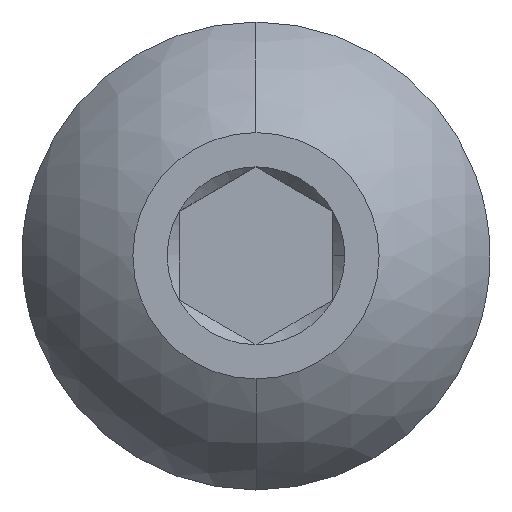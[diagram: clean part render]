
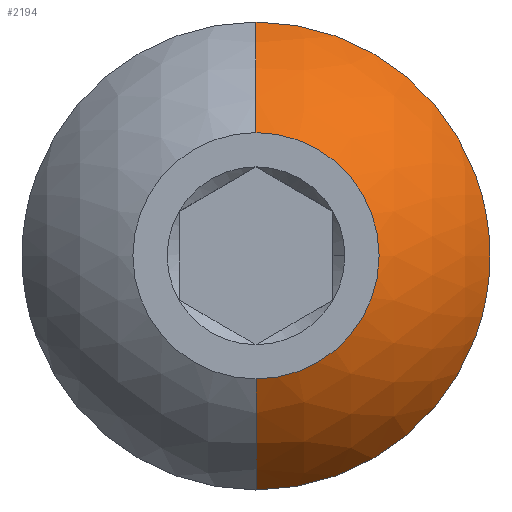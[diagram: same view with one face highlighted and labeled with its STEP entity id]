
A CAD part, top view. The second image highlights one B-rep face of the part: STEP entity #2194.
In plain terms, the highlighted spherical face has radius 4.229 mm.
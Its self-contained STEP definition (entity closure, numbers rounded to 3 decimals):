
#11 = CARTESIAN_POINT ( 'NONE',  ( 3.8, 0., -1.87 ) ) ;
#50 = DIRECTION ( 'NONE',  ( 1., 0., 0. ) ) ;
#53 = VERTEX_POINT ( 'NONE', #1357 ) ;
#107 = VERTEX_POINT ( 'NONE', #979 ) ;
#108 = CARTESIAN_POINT ( 'NONE',  ( 0., 0., -3.726 ) ) ;
#122 = CARTESIAN_POINT ( 'NONE',  ( 0., 0., -3.726 ) ) ;
#152 = DIRECTION ( 'NONE',  ( 1., 0., 0. ) ) ;
#156 = AXIS2_PLACEMENT_3D ( 'NONE', #402, #1199, #1355 ) ;
#249 = DIRECTION ( 'NONE',  ( 0., 0., 1. ) ) ;
#374 = AXIS2_PLACEMENT_3D ( 'NONE', #1757, #249, #458 ) ;
#387 = ORIENTED_EDGE ( 'NONE', *, *, #1146, .T. ) ;
#402 = CARTESIAN_POINT ( 'NONE',  ( 0., 0., -3.726 ) ) ;
#413 = ORIENTED_EDGE ( 'NONE', *, *, #1950, .F. ) ;
#429 = CIRCLE ( 'NONE', #1085, 3.8 ) ;
#458 = DIRECTION ( 'NONE',  ( 1., 0., 0. ) ) ;
#485 = EDGE_CURVE ( 'NONE', #1163, #2310, #1071, .T. ) ;
#489 = DIRECTION ( 'NONE',  ( -1., 0., 0. ) ) ;
#571 = AXIS2_PLACEMENT_3D ( 'NONE', #122, #1438, #1430 ) ;
#585 = CIRCLE ( 'NONE', #596, 2. ) ;
#596 = AXIS2_PLACEMENT_3D ( 'NONE', #1559, #2329, #50 ) ;
#685 = CARTESIAN_POINT ( 'NONE',  ( 0., -2., 0. ) ) ;
#758 = SPHERICAL_SURFACE ( 'NONE', #571, 4.229 ) ;
#828 = CIRCLE ( 'NONE', #156, 4.229 ) ;
#876 = EDGE_LOOP ( 'NONE', ( #2017, #1678, #387, #413, #1491 ) ) ;
#895 = CIRCLE ( 'NONE', #374, 3.8 ) ;
#979 = CARTESIAN_POINT ( 'NONE',  ( 0., 3.8, -1.87 ) ) ;
#1071 = CIRCLE ( 'NONE', #1663, 4.229 ) ;
#1085 = AXIS2_PLACEMENT_3D ( 'NONE', #1266, #1278, #152 ) ;
#1146 = EDGE_CURVE ( 'NONE', #107, #53, #828, .T. ) ;
#1163 = VERTEX_POINT ( 'NONE', #1569 ) ;
#1172 = EDGE_CURVE ( 'NONE', #1365, #107, #895, .T. ) ;
#1199 = DIRECTION ( 'NONE',  ( 1., 0., 0. ) ) ;
#1266 = CARTESIAN_POINT ( 'NONE',  ( 0., 0., -1.87 ) ) ;
#1278 = DIRECTION ( 'NONE',  ( 0., 0., 1. ) ) ;
#1355 = DIRECTION ( 'NONE',  ( 0., 1., 0. ) ) ;
#1357 = CARTESIAN_POINT ( 'NONE',  ( 0., 2., 0. ) ) ;
#1365 = VERTEX_POINT ( 'NONE', #11 ) ;
#1430 = DIRECTION ( 'NONE',  ( 0., -1., 0. ) ) ;
#1438 = DIRECTION ( 'NONE',  ( 1., 0., 0. ) ) ;
#1491 = ORIENTED_EDGE ( 'NONE', *, *, #485, .F. ) ;
#1559 = CARTESIAN_POINT ( 'NONE',  ( 0., 0., 0. ) ) ;
#1569 = CARTESIAN_POINT ( 'NONE',  ( 0., -3.8, -1.87 ) ) ;
#1663 = AXIS2_PLACEMENT_3D ( 'NONE', #108, #489, #2323 ) ;
#1678 = ORIENTED_EDGE ( 'NONE', *, *, #1172, .T. ) ;
#1757 = CARTESIAN_POINT ( 'NONE',  ( 0., 0., -1.87 ) ) ;
#1950 = EDGE_CURVE ( 'NONE', #2310, #53, #585, .T. ) ;
#2010 = FACE_OUTER_BOUND ( 'NONE', #876, .T. ) ;
#2017 = ORIENTED_EDGE ( 'NONE', *, *, #2365, .T. ) ;
#2194 = ADVANCED_FACE ( 'NONE', ( #2010 ), #758, .T. ) ;
#2310 = VERTEX_POINT ( 'NONE', #685 ) ;
#2323 = DIRECTION ( 'NONE',  ( 0., -1., 0. ) ) ;
#2329 = DIRECTION ( 'NONE',  ( 0., 0., 1. ) ) ;
#2365 = EDGE_CURVE ( 'NONE', #1163, #1365, #429, .T. ) ;
